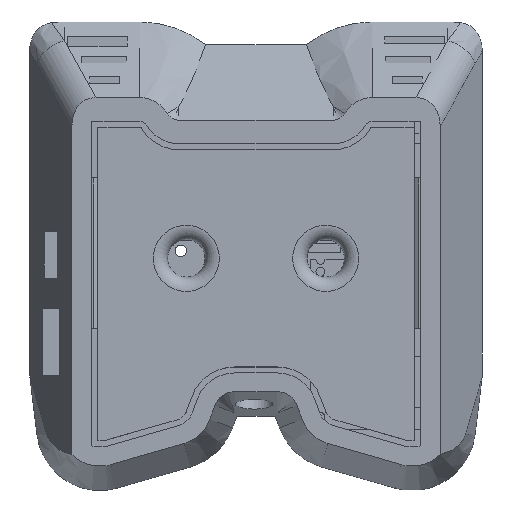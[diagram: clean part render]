
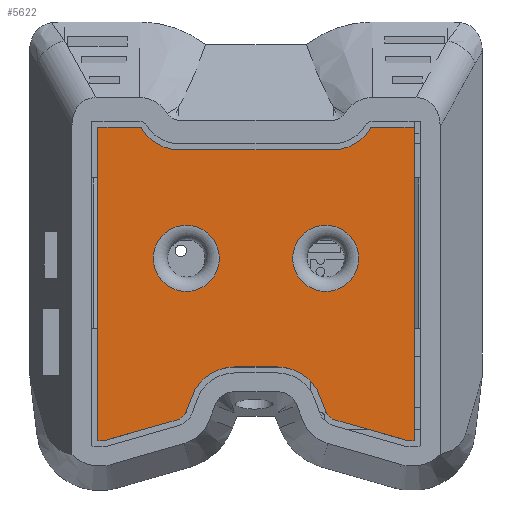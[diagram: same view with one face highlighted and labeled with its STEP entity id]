
A CAD part, top view. The second image highlights one B-rep face of the part: STEP entity #5622.
In plain terms, the highlighted planar face has unit normal (0, 0, 1).
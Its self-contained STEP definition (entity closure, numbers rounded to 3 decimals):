
#169=FACE_BOUND('',#727,.T.);
#170=FACE_BOUND('',#728,.T.);
#243=CIRCLE('',#5996,4.4);
#245=CIRCLE('',#5999,1.915);
#246=CIRCLE('',#6000,1.915);
#247=CIRCLE('',#6001,0.267);
#248=CIRCLE('',#6002,5.733);
#249=CIRCLE('',#6003,5.733);
#250=CIRCLE('',#6004,0.267);
#251=CIRCLE('',#6005,1.915);
#252=CIRCLE('',#6006,1.915);
#253=CIRCLE('',#6007,6.085);
#254=CIRCLE('',#6008,6.085);
#255=CIRCLE('',#6009,4.4);
#418=FACE_OUTER_BOUND('',#726,.T.);
#726=EDGE_LOOP('',(#3985,#3986,#3987,#3988,#3989,#3990,#3991,#3992,#3993,
#3994,#3995,#3996,#3997,#3998,#3999,#4000,#4001,#4002,#4003,#4004,#4005,
#4006));
#727=EDGE_LOOP('',(#4007));
#728=EDGE_LOOP('',(#4008));
#1178=LINE('',#8296,#1828);
#1179=LINE('',#8300,#1829);
#1180=LINE('',#8302,#1830);
#1181=LINE('',#8304,#1831);
#1182=LINE('',#8310,#1832);
#1183=LINE('',#8316,#1833);
#1184=LINE('',#8318,#1834);
#1185=LINE('',#8320,#1835);
#1186=LINE('',#8324,#1836);
#1187=LINE('',#8328,#1837);
#1188=LINE('',#8332,#1838);
#1189=LINE('',#8335,#1839);
#1828=VECTOR('',#6689,10.);
#1829=VECTOR('',#6692,10.);
#1830=VECTOR('',#6693,10.);
#1831=VECTOR('',#6694,10.);
#1832=VECTOR('',#6699,10.);
#1833=VECTOR('',#6704,10.);
#1834=VECTOR('',#6705,10.);
#1835=VECTOR('',#6706,10.);
#1836=VECTOR('',#6709,10.);
#1837=VECTOR('',#6712,10.);
#1838=VECTOR('',#6715,10.);
#1839=VECTOR('',#6718,10.);
#2450=VERTEX_POINT('',#8288);
#2451=VERTEX_POINT('',#8292);
#2452=VERTEX_POINT('',#8293);
#2453=VERTEX_POINT('',#8295);
#2454=VERTEX_POINT('',#8297);
#2455=VERTEX_POINT('',#8299);
#2456=VERTEX_POINT('',#8301);
#2457=VERTEX_POINT('',#8303);
#2458=VERTEX_POINT('',#8305);
#2459=VERTEX_POINT('',#8307);
#2460=VERTEX_POINT('',#8309);
#2461=VERTEX_POINT('',#8311);
#2462=VERTEX_POINT('',#8313);
#2463=VERTEX_POINT('',#8315);
#2464=VERTEX_POINT('',#8317);
#2465=VERTEX_POINT('',#8319);
#2466=VERTEX_POINT('',#8321);
#2467=VERTEX_POINT('',#8323);
#2468=VERTEX_POINT('',#8325);
#2469=VERTEX_POINT('',#8327);
#2470=VERTEX_POINT('',#8329);
#2471=VERTEX_POINT('',#8331);
#2472=VERTEX_POINT('',#8333);
#2473=VERTEX_POINT('',#8336);
#3043=EDGE_CURVE('',#2450,#2450,#243,.T.);
#3045=EDGE_CURVE('',#2451,#2452,#245,.T.);
#3046=EDGE_CURVE('',#2453,#2452,#1178,.T.);
#3047=EDGE_CURVE('',#2453,#2454,#246,.T.);
#3048=EDGE_CURVE('',#2455,#2454,#1179,.T.);
#3049=EDGE_CURVE('',#2456,#2455,#1180,.T.);
#3050=EDGE_CURVE('',#2457,#2456,#1181,.T.);
#3051=EDGE_CURVE('',#2457,#2458,#247,.T.);
#3052=EDGE_CURVE('',#2459,#2458,#248,.T.);
#3053=EDGE_CURVE('',#2460,#2459,#1182,.T.);
#3054=EDGE_CURVE('',#2461,#2460,#249,.T.);
#3055=EDGE_CURVE('',#2461,#2462,#250,.T.);
#3056=EDGE_CURVE('',#2463,#2462,#1183,.T.);
#3057=EDGE_CURVE('',#2464,#2463,#1184,.T.);
#3058=EDGE_CURVE('',#2465,#2464,#1185,.T.);
#3059=EDGE_CURVE('',#2465,#2466,#251,.T.);
#3060=EDGE_CURVE('',#2467,#2466,#1186,.T.);
#3061=EDGE_CURVE('',#2467,#2468,#252,.T.);
#3062=EDGE_CURVE('',#2469,#2468,#1187,.T.);
#3063=EDGE_CURVE('',#2470,#2469,#253,.T.);
#3064=EDGE_CURVE('',#2471,#2470,#1188,.T.);
#3065=EDGE_CURVE('',#2472,#2471,#254,.T.);
#3066=EDGE_CURVE('',#2451,#2472,#1189,.T.);
#3067=EDGE_CURVE('',#2473,#2473,#255,.T.);
#3985=ORIENTED_EDGE('',*,*,#3045,.T.);
#3986=ORIENTED_EDGE('',*,*,#3046,.F.);
#3987=ORIENTED_EDGE('',*,*,#3047,.T.);
#3988=ORIENTED_EDGE('',*,*,#3048,.F.);
#3989=ORIENTED_EDGE('',*,*,#3049,.F.);
#3990=ORIENTED_EDGE('',*,*,#3050,.F.);
#3991=ORIENTED_EDGE('',*,*,#3051,.T.);
#3992=ORIENTED_EDGE('',*,*,#3052,.F.);
#3993=ORIENTED_EDGE('',*,*,#3053,.F.);
#3994=ORIENTED_EDGE('',*,*,#3054,.F.);
#3995=ORIENTED_EDGE('',*,*,#3055,.T.);
#3996=ORIENTED_EDGE('',*,*,#3056,.F.);
#3997=ORIENTED_EDGE('',*,*,#3057,.F.);
#3998=ORIENTED_EDGE('',*,*,#3058,.F.);
#3999=ORIENTED_EDGE('',*,*,#3059,.T.);
#4000=ORIENTED_EDGE('',*,*,#3060,.F.);
#4001=ORIENTED_EDGE('',*,*,#3061,.T.);
#4002=ORIENTED_EDGE('',*,*,#3062,.F.);
#4003=ORIENTED_EDGE('',*,*,#3063,.F.);
#4004=ORIENTED_EDGE('',*,*,#3064,.F.);
#4005=ORIENTED_EDGE('',*,*,#3065,.F.);
#4006=ORIENTED_EDGE('',*,*,#3066,.F.);
#4007=ORIENTED_EDGE('',*,*,#3067,.F.);
#4008=ORIENTED_EDGE('',*,*,#3043,.F.);
#5391=PLANE('',#5998);
#5622=ADVANCED_FACE('',(#418,#169,#170),#5391,.T.);
#5996=AXIS2_PLACEMENT_3D('',#8289,#6681,#6682);
#5998=AXIS2_PLACEMENT_3D('',#8291,#6685,#6686);
#5999=AXIS2_PLACEMENT_3D('',#8294,#6687,#6688);
#6000=AXIS2_PLACEMENT_3D('',#8298,#6690,#6691);
#6001=AXIS2_PLACEMENT_3D('',#8306,#6695,#6696);
#6002=AXIS2_PLACEMENT_3D('',#8308,#6697,#6698);
#6003=AXIS2_PLACEMENT_3D('',#8312,#6700,#6701);
#6004=AXIS2_PLACEMENT_3D('',#8314,#6702,#6703);
#6005=AXIS2_PLACEMENT_3D('',#8322,#6707,#6708);
#6006=AXIS2_PLACEMENT_3D('',#8326,#6710,#6711);
#6007=AXIS2_PLACEMENT_3D('',#8330,#6713,#6714);
#6008=AXIS2_PLACEMENT_3D('',#8334,#6716,#6717);
#6009=AXIS2_PLACEMENT_3D('',#8337,#6719,#6720);
#6681=DIRECTION('center_axis',(0.,0.,1.));
#6682=DIRECTION('ref_axis',(-1.,0.,0.));
#6685=DIRECTION('center_axis',(0.,0.,1.));
#6686=DIRECTION('ref_axis',(-1.,0.,0.));
#6687=DIRECTION('center_axis',(0.,0.,1.));
#6688=DIRECTION('ref_axis',(-0.94,-0.342,0.));
#6689=DIRECTION('',(-0.961,0.276,0.));
#6690=DIRECTION('center_axis',(0.,0.,1.));
#6691=DIRECTION('ref_axis',(-0.276,-0.961,0.));
#6692=DIRECTION('',(-1.,0.,0.));
#6693=DIRECTION('',(0.,-1.,0.));
#6694=DIRECTION('',(1.,0.,0.));
#6695=DIRECTION('center_axis',(0.,0.,1.));
#6696=DIRECTION('ref_axis',(0.,1.,0.));
#6697=DIRECTION('center_axis',(0.,0.,1.));
#6698=DIRECTION('ref_axis',(0.,-1.,0.));
#6699=DIRECTION('',(1.,0.,0.));
#6700=DIRECTION('center_axis',(0.,0.,1.));
#6701=DIRECTION('ref_axis',(-0.866,-0.5,0.));
#6702=DIRECTION('center_axis',(0.,0.,1.));
#6703=DIRECTION('ref_axis',(0.866,0.5,0.));
#6704=DIRECTION('',(1.,0.,0.));
#6705=DIRECTION('',(0.,1.,0.));
#6706=DIRECTION('',(-1.,0.,0.));
#6707=DIRECTION('center_axis',(0.,0.,1.));
#6708=DIRECTION('ref_axis',(0.254,-0.967,0.));
#6709=DIRECTION('',(-0.961,-0.276,0.));
#6710=DIRECTION('center_axis',(0.,0.,1.));
#6711=DIRECTION('ref_axis',(0.276,-0.961,0.));
#6712=DIRECTION('',(-0.342,-0.94,0.));
#6713=DIRECTION('center_axis',(0.,0.,1.));
#6714=DIRECTION('ref_axis',(0.,1.,0.));
#6715=DIRECTION('',(-1.,0.,0.));
#6716=DIRECTION('center_axis',(0.,0.,1.));
#6717=DIRECTION('ref_axis',(0.94,0.342,0.));
#6718=DIRECTION('',(-0.342,0.94,0.));
#6719=DIRECTION('center_axis',(0.,0.,1.));
#6720=DIRECTION('ref_axis',(-1.,0.,0.));
#8288=CARTESIAN_POINT('',(-4.869,3.47,12.));
#8289=CARTESIAN_POINT('Origin',(-9.269,3.47,12.));
#8291=CARTESIAN_POINT('Origin',(0.,0.051,12.));
#8292=CARTESIAN_POINT('',(9.231,-16.822,12.));
#8293=CARTESIAN_POINT('',(10.503,-18.008,12.));
#8294=CARTESIAN_POINT('Origin',(11.031,-16.167,12.));
#8295=CARTESIAN_POINT('',(20.247,-20.802,12.));
#8296=CARTESIAN_POINT('',(20.247,-20.802,12.));
#8297=CARTESIAN_POINT('',(20.288,-20.813,12.));
#8298=CARTESIAN_POINT('Origin',(20.775,-18.961,12.));
#8299=CARTESIAN_POINT('',(21.038,-20.813,12.));
#8300=CARTESIAN_POINT('',(21.038,-20.813,12.));
#8301=CARTESIAN_POINT('',(21.038,20.916,12.));
#8302=CARTESIAN_POINT('',(21.038,20.916,12.));
#8303=CARTESIAN_POINT('',(15.464,20.916,12.));
#8304=CARTESIAN_POINT('',(15.464,20.916,12.));
#8305=CARTESIAN_POINT('',(15.233,20.782,12.));
#8306=CARTESIAN_POINT('Origin',(15.464,20.649,12.));
#8307=CARTESIAN_POINT('',(10.268,17.916,12.));
#8308=CARTESIAN_POINT('Origin',(10.268,23.649,12.));
#8309=CARTESIAN_POINT('',(-10.268,17.916,12.));
#8310=CARTESIAN_POINT('',(-10.268,17.916,12.));
#8311=CARTESIAN_POINT('',(-15.233,20.782,12.));
#8312=CARTESIAN_POINT('Origin',(-10.268,23.649,12.));
#8313=CARTESIAN_POINT('',(-15.464,20.916,12.));
#8314=CARTESIAN_POINT('Origin',(-15.464,20.649,12.));
#8315=CARTESIAN_POINT('',(-21.038,20.916,12.));
#8316=CARTESIAN_POINT('',(-21.038,20.916,12.));
#8317=CARTESIAN_POINT('',(-21.038,-20.813,12.));
#8318=CARTESIAN_POINT('',(-21.038,-20.813,12.));
#8319=CARTESIAN_POINT('',(-20.288,-20.813,12.));
#8320=CARTESIAN_POINT('',(-20.288,-20.813,12.));
#8321=CARTESIAN_POINT('',(-20.247,-20.802,12.));
#8322=CARTESIAN_POINT('Origin',(-20.775,-18.961,12.));
#8323=CARTESIAN_POINT('',(-10.503,-18.008,12.));
#8324=CARTESIAN_POINT('',(-10.503,-18.008,12.));
#8325=CARTESIAN_POINT('',(-9.231,-16.822,12.));
#8326=CARTESIAN_POINT('Origin',(-11.031,-16.167,12.));
#8327=CARTESIAN_POINT('',(-8.56,-14.98,12.));
#8328=CARTESIAN_POINT('',(-8.56,-14.98,12.));
#8329=CARTESIAN_POINT('',(-2.843,-10.976,12.));
#8330=CARTESIAN_POINT('Origin',(-2.843,-17.061,12.));
#8331=CARTESIAN_POINT('',(2.843,-10.976,12.));
#8332=CARTESIAN_POINT('',(2.843,-10.976,12.));
#8333=CARTESIAN_POINT('',(8.56,-14.98,12.));
#8334=CARTESIAN_POINT('Origin',(2.843,-17.061,12.));
#8335=CARTESIAN_POINT('',(9.231,-16.822,12.));
#8336=CARTESIAN_POINT('',(13.669,3.47,12.));
#8337=CARTESIAN_POINT('Origin',(9.269,3.47,12.));
